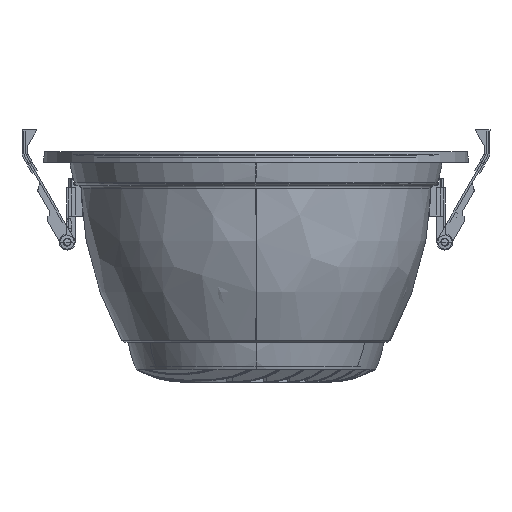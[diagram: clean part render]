
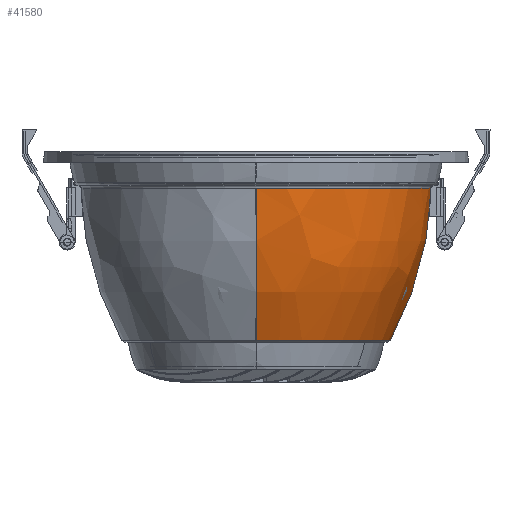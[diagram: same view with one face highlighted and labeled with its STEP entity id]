
A CAD part, left-side view. The second image highlights one B-rep face of the part: STEP entity #41580.
In plain terms, the highlighted free-form (B-spline) face has degree [3, 3] with [7, 4] control points.
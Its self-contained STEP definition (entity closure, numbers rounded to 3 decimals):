
#2856 = CARTESIAN_POINT ( 'NONE',  ( -5.554, -88.287, 39.81 ) ) ;
#3179 = CARTESIAN_POINT ( 'NONE',  ( 81.075, 0., 66.999 ) ) ;
#3472 = CARTESIAN_POINT ( 'NONE',  ( -5.588, 88.825, 11.64 ) ) ;
#6836 = EDGE_LOOP ( 'NONE', ( #52568, #35269, #35043, #22478 ) ) ;
#6984 = CARTESIAN_POINT ( 'NONE',  ( 49.075, -92.264, 11.64 ) ) ;
#7285 = CARTESIAN_POINT ( 'NONE',  ( 89.001, -54.771, 11.64 ) ) ;
#7911 = CARTESIAN_POINT ( 'NONE',  ( 81.075, -49.893, 66.999 ) ) ;
#8228 = CARTESIAN_POINT ( 'NONE',  ( 49.075, 92.264, 11.64 ) ) ;
#8400 = VERTEX_POINT ( 'NONE', #30516 ) ;
#11487 =( BOUNDED_SURFACE ( )  B_SPLINE_SURFACE ( 3, 3, ( 
 ( #31387, #2856, #60753, #27270 ),
 ( #6984, #17431, #56015, #60132 ),
 ( #7285, #50969, #7911, #26341 ),
 ( #61043, #12066, #3179, #50656 ),
 ( #13000, #22538, #41766, #42073 ),
 ( #8228, #37046, #32318, #12380 ),
 ( #3472, #45577, #46818, #22848 ) ),
 .UNSPECIFIED., .F., .F., .T. ) 
 B_SPLINE_SURFACE_WITH_KNOTS ( ( 4, 3, 4 ),
 ( 4, 4 ),
 ( 0., 1., 2. ),
 ( 0., 1. ),
 .UNSPECIFIED. ) 
 GEOMETRIC_REPRESENTATION_ITEM ( )  RATIONAL_B_SPLINE_SURFACE ( (
 ( 1.205, 1.181, 1.181, 1.205),
 ( 0.952, 0.933, 0.933, 0.952),
 ( 0.952, 0.933, 0.933, 0.952),
 ( 1.205, 1.181, 1.181, 1.205),
 ( 0.952, 0.933, 0.933, 0.952),
 ( 0.952, 0.933, 0.933, 0.952),
 ( 1.205, 1.181, 1.181, 1.205) ) ) 
 REPRESENTATION_ITEM ( '' )  SURFACE ( )  );
#12066 = CARTESIAN_POINT ( 'NONE',  ( 88.461, 0., 39.81 ) ) ;
#12380 = CARTESIAN_POINT ( 'NONE',  ( 37.103, 69.756, 91.57 ) ) ;
#12545 = CIRCLE ( 'NONE', #47900, 68.07 ) ;
#12969 = AXIS2_PLACEMENT_3D ( 'NONE', #17943, #33157, #38190 ) ;
#13000 = CARTESIAN_POINT ( 'NONE',  ( 89.001, 54.771, 11.64 ) ) ;
#15620 = DIRECTION ( 'NONE',  ( 0., -0.877, 0.481 ) ) ;
#16717 = VERTEX_POINT ( 'NONE', #26294 ) ;
#17068 = VERTEX_POINT ( 'NONE', #28375 ) ;
#17431 = CARTESIAN_POINT ( 'NONE',  ( 48.777, -91.704, 39.81 ) ) ;
#17943 = CARTESIAN_POINT ( 'NONE',  ( 0., 0., 13.249 ) ) ;
#21008 = DIRECTION ( 'NONE',  ( 1., 0., 0. ) ) ;
#21386 = DIRECTION ( 'NONE',  ( 0., 0., -1. ) ) ;
#21754 = CIRCLE ( 'NONE', #56075, 170. ) ;
#22478 = ORIENTED_EDGE ( 'NONE', *, *, #47637, .T. ) ;
#22538 = CARTESIAN_POINT ( 'NONE',  ( 88.461, 54.438, 39.81 ) ) ;
#22848 = CARTESIAN_POINT ( 'NONE',  ( -4.224, 67.156, 91.57 ) ) ;
#25250 = CARTESIAN_POINT ( 'NONE',  ( -0.001, -80.968, 8.383 ) ) ;
#26294 = CARTESIAN_POINT ( 'NONE',  ( 0.001, 88.962, 13.249 ) ) ;
#26341 = CARTESIAN_POINT ( 'NONE',  ( 67.289, -41.409, 91.57 ) ) ;
#27270 = CARTESIAN_POINT ( 'NONE',  ( -4.224, -67.156, 91.57 ) ) ;
#28113 = EDGE_CURVE ( 'NONE', #54004, #16717, #21754, .T. ) ;
#28375 = CARTESIAN_POINT ( 'NONE',  ( 0., -68.07, 90.162 ) ) ;
#30516 = CARTESIAN_POINT ( 'NONE',  ( -0.001, -88.962, 13.249 ) ) ;
#31387 = CARTESIAN_POINT ( 'NONE',  ( -5.588, -88.825, 11.64 ) ) ;
#31410 = CIRCLE ( 'NONE', #33449, 170. ) ;
#31995 = FACE_OUTER_BOUND ( 'NONE', #6836, .T. ) ;
#32318 = CARTESIAN_POINT ( 'NONE',  ( 44.705, 84.048, 66.999 ) ) ;
#32683 = EDGE_CURVE ( 'NONE', #17068, #8400, #31410, .T. ) ;
#33157 = DIRECTION ( 'NONE',  ( 0., 0., -1. ) ) ;
#33449 = AXIS2_PLACEMENT_3D ( 'NONE', #58937, #21008, #15620 ) ;
#35043 = ORIENTED_EDGE ( 'NONE', *, *, #28113, .F. ) ;
#35269 = ORIENTED_EDGE ( 'NONE', *, *, #54439, .F. ) ;
#37046 = CARTESIAN_POINT ( 'NONE',  ( 48.777, 91.704, 39.81 ) ) ;
#38190 = DIRECTION ( 'NONE',  ( 0., 1., 0. ) ) ;
#39731 = DIRECTION ( 'NONE',  ( -1., 0., 0. ) ) ;
#40631 = DIRECTION ( 'NONE',  ( 0., 1., 0. ) ) ;
#41580 = ADVANCED_FACE ( 'NONE', ( #31995 ), #11487, .T. ) ;
#41766 = CARTESIAN_POINT ( 'NONE',  ( 81.075, 49.893, 66.999 ) ) ;
#42073 = CARTESIAN_POINT ( 'NONE',  ( 67.289, 41.409, 91.57 ) ) ;
#45577 = CARTESIAN_POINT ( 'NONE',  ( -5.554, 88.287, 39.81 ) ) ;
#46818 = CARTESIAN_POINT ( 'NONE',  ( -5.09, 80.915, 66.999 ) ) ;
#47299 = CIRCLE ( 'NONE', #12969, 88.962 ) ;
#47637 = EDGE_CURVE ( 'NONE', #54004, #17068, #12545, .T. ) ;
#47900 = AXIS2_PLACEMENT_3D ( 'NONE', #50140, #21386, #40631 ) ;
#50140 = CARTESIAN_POINT ( 'NONE',  ( 0., 0., 90.162 ) ) ;
#50656 = CARTESIAN_POINT ( 'NONE',  ( 67.289, 0., 91.57 ) ) ;
#50969 = CARTESIAN_POINT ( 'NONE',  ( 88.461, -54.438, 39.81 ) ) ;
#52568 = ORIENTED_EDGE ( 'NONE', *, *, #32683, .T. ) ;
#54004 = VERTEX_POINT ( 'NONE', #56683 ) ;
#54439 = EDGE_CURVE ( 'NONE', #16717, #8400, #47299, .T. ) ;
#56015 = CARTESIAN_POINT ( 'NONE',  ( 44.705, -84.048, 66.999 ) ) ;
#56075 = AXIS2_PLACEMENT_3D ( 'NONE', #25250, #39731, #59033 ) ;
#56683 = CARTESIAN_POINT ( 'NONE',  ( -0.001, 68.069, 90.162 ) ) ;
#58937 = CARTESIAN_POINT ( 'NONE',  ( 0.001, 80.968, 8.383 ) ) ;
#59033 = DIRECTION ( 'NONE',  ( 0., 0.877, 0.481 ) ) ;
#60132 = CARTESIAN_POINT ( 'NONE',  ( 37.103, -69.756, 91.57 ) ) ;
#60753 = CARTESIAN_POINT ( 'NONE',  ( -5.09, -80.915, 66.999 ) ) ;
#61043 = CARTESIAN_POINT ( 'NONE',  ( 89.001, 0., 11.64 ) ) ;
